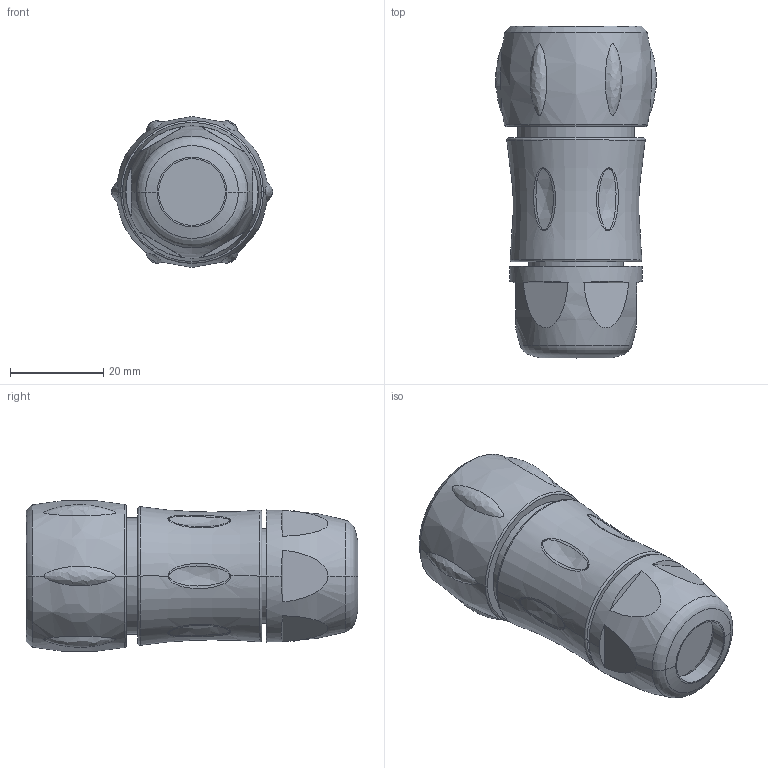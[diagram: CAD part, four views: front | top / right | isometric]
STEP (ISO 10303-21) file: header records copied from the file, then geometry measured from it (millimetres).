
FILE_DESCRIPTION((''),'2;1');
FILE_NAME('UTS6JC14E19P_SW0001','2009-06-18T',('pleger'),('SOURIAU'),'PRO/ENGINEER BY PARAMETRIC TECHNOLOGY CORPORATION, 2005310','PRO/ENGINEER BY PARAMETRIC TECHNOLOGY CORPORATION, 2005310','');
FILE_SCHEMA(('CONFIG_CONTROL_DESIGN'));
Length unit declared in the file: millimetre
Products named in the file (1): UTS6JC14E19P_SW0001
Bounding box: 34.5 x 71.05 x 32.3 mm (x, y, z)
Volume: 39066 mm3; surface area: 22989.6 mm2
Topology: 1 solids, 22 shells, 1502 faces, 3691 edges, 2147 vertices
Faces by surface type: cylinder 474, plane 309, cone 292, torus 195, bspline 182, sphere 50
Entity records: 58793 total; most frequent: CARTESIAN_POINT 24852, ORIENTED_EDGE 7230, DIRECTION 6994, EDGE_CURVE 3615, AXIS2_PLACEMENT_3D 2881, VERTEX_POINT 2147, EDGE_LOOP 1590, CIRCLE 1560
